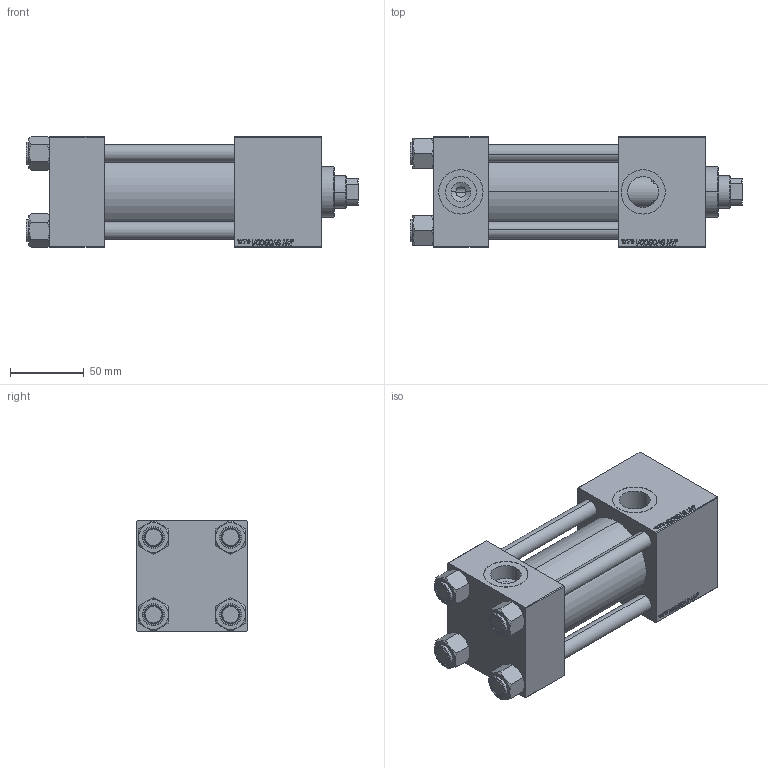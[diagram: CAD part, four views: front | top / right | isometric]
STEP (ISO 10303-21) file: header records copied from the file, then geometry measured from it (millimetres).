
FILE_DESCRIPTION (( 'STEP AP203' ), '1' );
FILE_NAME ('5bca.STEP', '2023-08-23T11:54:17', ( '' ), ( '' ), 'SwSTEP 2.0', 'SolidWorks 2019', '' );
FILE_SCHEMA (( 'CONFIG_CONTROL_DESIGN' ));
Length unit declared in the file: millimetre
Products named in the file (8): NUT_M5_C 4bc5d30fe19891ccac3f33b7db34b83b; V215CR_VCP_C 4bc5d30fe19891ccac3f33b7db34b83b; V215CR_C_Body 4bc5d30fe19891ccac3f33b7db34b83b; V215_VC_A 4bc5d30fe19891ccac3f33b7db34b83b; V215CR_C_TYCINKA 4bc5d30fe19891ccac3f33b7db34b83b; FEMALE_PART_FOR_DFA 4bc5d30fe19891ccac3f33b7db34b83b; DFA 4bc5d30fe19891ccac3f33b7db34b83b; 5bca
Assembly tree (13 placements, depth 3):
  5bca
    V215CR_C_Body 4bc5d30fe19891ccac3f33b7db34b83b
    V215CR_VCP_C 4bc5d30fe19891ccac3f33b7db34b83b
    NUT_M5_C 4bc5d30fe19891ccac3f33b7db34b83b  x4
    V215CR_C_TYCINKA 4bc5d30fe19891ccac3f33b7db34b83b  x4
    V215_VC_A 4bc5d30fe19891ccac3f33b7db34b83b
    DFA 4bc5d30fe19891ccac3f33b7db34b83b
      FEMALE_PART_FOR_DFA 4bc5d30fe19891ccac3f33b7db34b83b
Bounding box: 225 x 75 x 75.54 mm (x, y, z)
Volume: 706737.1 mm3; surface area: 168297.1 mm2
Topology: 12 solids, 12 shells, 1181 faces, 2950 edges, 1911 vertices
Faces by surface type: plane 538, bspline 392, cone 148, cylinder 95, torus 8
Entity records: 51366 total; most frequent: CARTESIAN_POINT 27292, ORIENTED_EDGE 5392, DIRECTION 3474, EDGE_CURVE 2696, VERTEX_POINT 1767, VECTOR 1628, LINE 1628, EDGE_LOOP 1191
